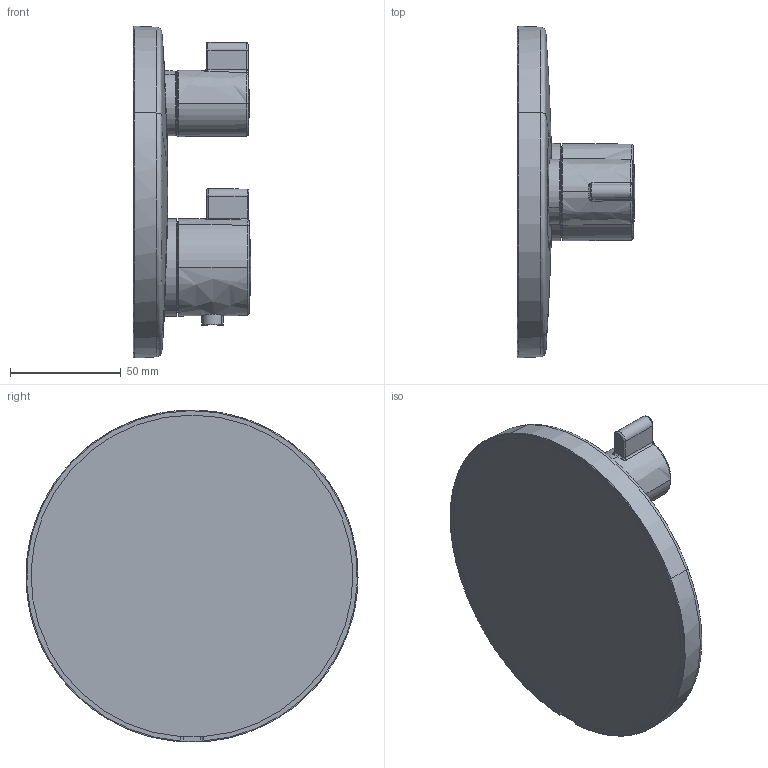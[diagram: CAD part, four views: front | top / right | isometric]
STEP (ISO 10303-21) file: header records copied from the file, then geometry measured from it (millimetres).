
FILE_DESCRIPTION(('CAx-IF Rec.Pracs.---Model Styling and Organization---1.2---2011-12-15','CAx-IF Rec.Pracs.---Geometric and Assembly Validation Properties---4.1---2014-06-16','CAx-IF Rec.Pracs.---PMI Polyline Presentation---2.0---2013-05-24'),'2;1');
FILE_NAME('1000090630_PPR_000.stp','2016-09-05T15:26:06+02:00',(''),(''),'STEP Interface 4.0.1101 by CT CoreTechnologie','3D_Evolution4.0.1101 by CT CoreTechnologie','');
FILE_SCHEMA(('AP203_CONFIGURATION_CONTROLLED_3D_DESIGN_OF_MECHANICAL_PARTS_AND_ASSEMBLIES_MIM_LF'));
Length unit declared in the file: millimetre
Products named in the file (11): P_2 HG Ecostat Therm. FS AUV S 1000090630_PPR_000_A0; P_2 Anschlaghuelse_D44 1000083786_PPA_000_A0; P_2 Thermostatgriff_D44_komplett 1000083777_PPR_000_A0; P_2 Griff_D44 1000083783_PPA_000_A0; P_2 Taste UPT                     AX JMM 1000083617_PPA_000_A0; P_2 Huelse_ibox_Quattro 1000084297_PPA_000_A0; P_2 Griff_AV_S_iBox_Redesign 1000083822_PPA_000_A0; P_2 Rosette 2_Loch UP_T30_S (R02) 1000083819_PPA_000_A0; P_2 Dekorring_mittel_UPT 1000083795_PPA_000_A0; P_2 Dekorring klein UPT AV 1000083827_PPA_000_A0; P_2 Gleitring (EB_D41) 1000083792_PPA_000_A0
Assembly tree (10 placements, depth 3):
  P_2 HG Ecostat Therm. FS AUV S 1000090630_PPR_000_A0
    P_2 Anschlaghuelse_D44 1000083786_PPA_000_A0
    P_2 Thermostatgriff_D44_komplett 1000083777_PPR_000_A0
      P_2 Griff_D44 1000083783_PPA_000_A0
      P_2 Taste UPT                     AX JMM 1000083617_PPA_000_A0
    P_2 Huelse_ibox_Quattro 1000084297_PPA_000_A0
    P_2 Griff_AV_S_iBox_Redesign 1000083822_PPA_000_A0
    P_2 Rosette 2_Loch UP_T30_S (R02) 1000083819_PPA_000_A0
    P_2 Dekorring_mittel_UPT 1000083795_PPA_000_A0
    P_2 Dekorring klein UPT AV 1000083827_PPA_000_A0
    P_2 Gleitring (EB_D41) 1000083792_PPA_000_A0
Bounding box: 52.99 x 149.92 x 149.88 mm (x, y, z)
Volume: 319601.6 mm3; surface area: 69228.7 mm2
Topology: 9 solids, 9 shells, 238 faces, 541 edges, 310 vertices
Faces by surface type: bspline 143, cylinder 63, plane 32
Entity records: 16874 total; most frequent: CARTESIAN_POINT 8947, DIRECTION 1084, ORIENTED_EDGE 1058, EDGE_CURVE 529, AXIS2_PLACEMENT_3D 477, CIRCLE 371, VERTEX_POINT 310, EDGE_LOOP 243
